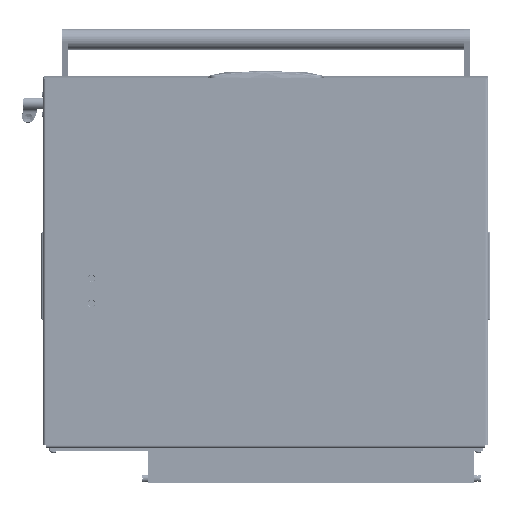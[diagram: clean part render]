
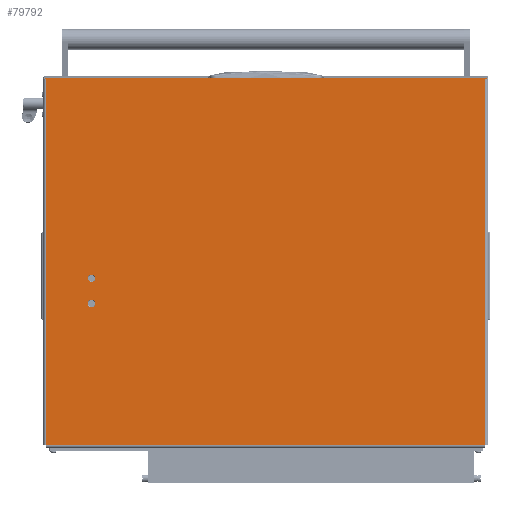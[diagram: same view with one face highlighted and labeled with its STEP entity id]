
A CAD part, front view. The second image highlights one B-rep face of the part: STEP entity #79792.
In plain terms, the highlighted face is planar.
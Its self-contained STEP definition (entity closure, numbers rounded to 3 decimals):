
#738 = DIRECTION ( 'NONE',  ( -1., 0., 0. ) ) ;
#1801 = AXIS2_PLACEMENT_3D ( 'NONE', #11441, #88720, #63004 ) ;
#2388 = CARTESIAN_POINT ( 'NONE',  ( 0., 608., 0. ) ) ;
#3178 = CARTESIAN_POINT ( 'NONE',  ( 315.2, 545., 0. ) ) ;
#3758 = ORIENTED_EDGE ( 'NONE', *, *, #123151, .F. ) ;
#3949 = LINE ( 'NONE', #144418, #55641 ) ;
#7382 = CARTESIAN_POINT ( 'NONE',  ( -2., -4., 0. ) ) ;
#8957 = EDGE_CURVE ( 'NONE', #119317, #134697, #93953, .T. ) ;
#9003 = FACE_OUTER_BOUND ( 'NONE', #35094, .T. ) ;
#10627 = FACE_BOUND ( 'NONE', #35327, .T. ) ;
#11441 = CARTESIAN_POINT ( 'NONE',  ( 275., 545., 0. ) ) ;
#12748 = ORIENTED_EDGE ( 'NONE', *, *, #144391, .F. ) ;
#15357 = VECTOR ( 'NONE', #120633, 1000. ) ;
#15933 = EDGE_CURVE ( 'NONE', #55068, #115688, #159649, .T. ) ;
#19965 = CARTESIAN_POINT ( 'NONE',  ( 280.2, 545., 0. ) ) ;
#20127 = CARTESIAN_POINT ( 'NONE',  ( 304.8, 545., 0. ) ) ;
#20203 = DIRECTION ( 'NONE',  ( -1., 0., 0. ) ) ;
#23409 = CIRCLE ( 'NONE', #150759, 5.2 ) ;
#27757 = EDGE_CURVE ( 'NONE', #95398, #90203, #123928, .T. ) ;
#32517 = ORIENTED_EDGE ( 'NONE', *, *, #111401, .F. ) ;
#35094 = EDGE_LOOP ( 'NONE', ( #147225, #49399, #74722, #113684, #141780, #151721, #85559, #3758 ) ) ;
#35327 = EDGE_LOOP ( 'NONE', ( #73086, #32517 ) ) ;
#35526 = FACE_BOUND ( 'NONE', #66112, .T. ) ;
#37452 = CARTESIAN_POINT ( 'NONE',  ( -2., -2., 0. ) ) ;
#38747 = EDGE_CURVE ( 'NONE', #70750, #158369, #52577, .T. ) ;
#40865 = DIRECTION ( 'NONE',  ( 0., 0., -1. ) ) ;
#41311 = CARTESIAN_POINT ( 'NONE',  ( 269.8, 545., 0. ) ) ;
#43314 = DIRECTION ( 'NONE',  ( -1., 0., 0. ) ) ;
#44062 = CARTESIAN_POINT ( 'NONE',  ( 0., -2., 0. ) ) ;
#44212 = LINE ( 'NONE', #93273, #136525 ) ;
#46391 = CARTESIAN_POINT ( 'NONE',  ( 0., 608., 0. ) ) ;
#48687 = CARTESIAN_POINT ( 'NONE',  ( 0., -2., 0. ) ) ;
#49399 = ORIENTED_EDGE ( 'NONE', *, *, #8957, .T. ) ;
#51695 = DIRECTION ( 'NONE',  ( 0., 0., -1. ) ) ;
#52009 = AXIS2_PLACEMENT_3D ( 'NONE', #46391, #149460, #97121 ) ;
#52577 = LINE ( 'NONE', #140713, #72220 ) ;
#55068 = VERTEX_POINT ( 'NONE', #114814 ) ;
#55641 = VECTOR ( 'NONE', #131965, 1000. ) ;
#57094 = CIRCLE ( 'NONE', #88889, 5.2 ) ;
#58710 = EDGE_CURVE ( 'NONE', #109312, #117344, #146358, .T. ) ;
#58868 = PLANE ( 'NONE',  #52009 ) ;
#59529 = LINE ( 'NONE', #84459, #136871 ) ;
#60837 = EDGE_CURVE ( 'NONE', #119317, #149720, #3949, .T. ) ;
#63004 = DIRECTION ( 'NONE',  ( -1., 0., 0. ) ) ;
#64158 = CARTESIAN_POINT ( 'NONE',  ( 275., 545., 0. ) ) ;
#66112 = EDGE_LOOP ( 'NONE', ( #12748, #86576 ) ) ;
#70750 = VERTEX_POINT ( 'NONE', #154553 ) ;
#72220 = VECTOR ( 'NONE', #127459, 1000. ) ;
#73086 = ORIENTED_EDGE ( 'NONE', *, *, #58710, .F. ) ;
#74722 = ORIENTED_EDGE ( 'NONE', *, *, #159463, .T. ) ;
#76393 = LINE ( 'NONE', #2388, #82653 ) ;
#79792 = ADVANCED_FACE ( 'NONE', ( #35526, #10627, #9003 ), #58868, .T. ) ;
#81513 = EDGE_CURVE ( 'NONE', #115781, #158369, #59529, .T. ) ;
#81523 = CARTESIAN_POINT ( 'NONE',  ( 506., 608., 0. ) ) ;
#82653 = VECTOR ( 'NONE', #738, 1000. ) ;
#84459 = CARTESIAN_POINT ( 'NONE',  ( 0., -4., 0. ) ) ;
#85559 = ORIENTED_EDGE ( 'NONE', *, *, #15933, .T. ) ;
#86576 = ORIENTED_EDGE ( 'NONE', *, *, #27757, .F. ) ;
#88720 = DIRECTION ( 'NONE',  ( 0., 0., -1. ) ) ;
#88889 = AXIS2_PLACEMENT_3D ( 'NONE', #64158, #51695, #140635 ) ;
#89073 = VECTOR ( 'NONE', #132939, 1000. ) ;
#90203 = VERTEX_POINT ( 'NONE', #41311 ) ;
#93273 = CARTESIAN_POINT ( 'NONE',  ( 0., 0., 0. ) ) ;
#93953 = LINE ( 'NONE', #44062, #112513 ) ;
#94931 = DIRECTION ( 'NONE',  ( 1., 0., 0. ) ) ;
#95398 = VERTEX_POINT ( 'NONE', #19965 ) ;
#97121 = DIRECTION ( 'NONE',  ( -1., 0., 0. ) ) ;
#108815 = LINE ( 'NONE', #7382, #89073 ) ;
#109312 = VERTEX_POINT ( 'NONE', #20127 ) ;
#111401 = EDGE_CURVE ( 'NONE', #117344, #109312, #23409, .T. ) ;
#112513 = VECTOR ( 'NONE', #156344, 1000. ) ;
#113684 = ORIENTED_EDGE ( 'NONE', *, *, #38747, .T. ) ;
#114452 = AXIS2_PLACEMENT_3D ( 'NONE', #154777, #40865, #43314 ) ;
#114814 = CARTESIAN_POINT ( 'NONE',  ( 506., 608., 0. ) ) ;
#115425 = CARTESIAN_POINT ( 'NONE',  ( 506., 0., 0. ) ) ;
#115688 = VERTEX_POINT ( 'NONE', #115425 ) ;
#115781 = VERTEX_POINT ( 'NONE', #134252 ) ;
#117171 = CARTESIAN_POINT ( 'NONE',  ( 0., 610., 0. ) ) ;
#117344 = VERTEX_POINT ( 'NONE', #3178 ) ;
#119317 = VERTEX_POINT ( 'NONE', #48687 ) ;
#120633 = DIRECTION ( 'NONE',  ( 0., -1., 0. ) ) ;
#123151 = EDGE_CURVE ( 'NONE', #149720, #115688, #44212, .T. ) ;
#123928 = CIRCLE ( 'NONE', #1801, 5.2 ) ;
#124375 = DIRECTION ( 'NONE',  ( 0., 1., 0. ) ) ;
#127459 = DIRECTION ( 'NONE',  ( 1., 0., 0. ) ) ;
#131965 = DIRECTION ( 'NONE',  ( 0., 1., 0. ) ) ;
#132939 = DIRECTION ( 'NONE',  ( 0., 1., 0. ) ) ;
#134252 = CARTESIAN_POINT ( 'NONE',  ( 0., 608., 0. ) ) ;
#134697 = VERTEX_POINT ( 'NONE', #37452 ) ;
#136525 = VECTOR ( 'NONE', #94931, 1000. ) ;
#136871 = VECTOR ( 'NONE', #124375, 1000. ) ;
#140635 = DIRECTION ( 'NONE',  ( -1., 0., 0. ) ) ;
#140713 = CARTESIAN_POINT ( 'NONE',  ( 0., 610., 0. ) ) ;
#141780 = ORIENTED_EDGE ( 'NONE', *, *, #81513, .F. ) ;
#144391 = EDGE_CURVE ( 'NONE', #90203, #95398, #57094, .T. ) ;
#144418 = CARTESIAN_POINT ( 'NONE',  ( 0., -4., 0. ) ) ;
#144968 = CARTESIAN_POINT ( 'NONE',  ( 310., 545., 0. ) ) ;
#146358 = CIRCLE ( 'NONE', #114452, 5.2 ) ;
#147225 = ORIENTED_EDGE ( 'NONE', *, *, #60837, .F. ) ;
#149460 = DIRECTION ( 'NONE',  ( 0., 0., -1. ) ) ;
#149720 = VERTEX_POINT ( 'NONE', #150253 ) ;
#150253 = CARTESIAN_POINT ( 'NONE',  ( 0., 0., 0. ) ) ;
#150759 = AXIS2_PLACEMENT_3D ( 'NONE', #144968, #159040, #20203 ) ;
#151721 = ORIENTED_EDGE ( 'NONE', *, *, #153881, .F. ) ;
#153881 = EDGE_CURVE ( 'NONE', #55068, #115781, #76393, .T. ) ;
#154553 = CARTESIAN_POINT ( 'NONE',  ( -2., 610., 0. ) ) ;
#154777 = CARTESIAN_POINT ( 'NONE',  ( 310., 545., 0. ) ) ;
#156344 = DIRECTION ( 'NONE',  ( -1., 0., 0. ) ) ;
#158369 = VERTEX_POINT ( 'NONE', #117171 ) ;
#159040 = DIRECTION ( 'NONE',  ( 0., 0., -1. ) ) ;
#159463 = EDGE_CURVE ( 'NONE', #134697, #70750, #108815, .T. ) ;
#159649 = LINE ( 'NONE', #81523, #15357 ) ;
